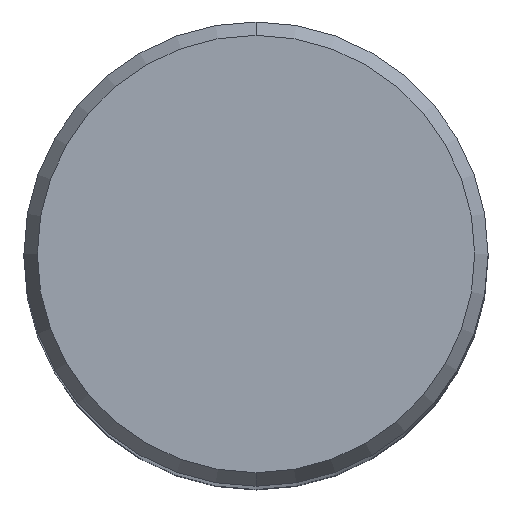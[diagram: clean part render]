
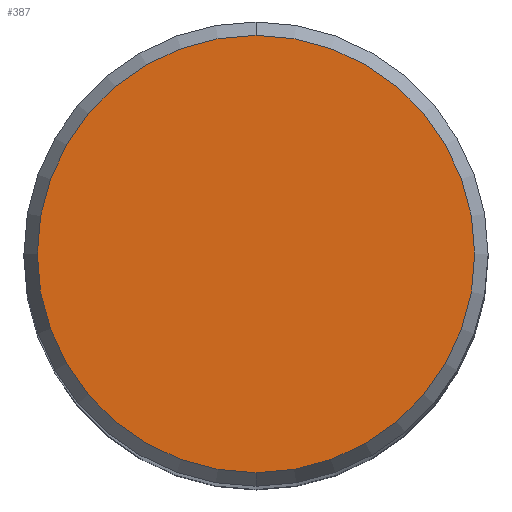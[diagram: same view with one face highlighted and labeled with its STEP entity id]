
A CAD part, top view. The second image highlights one B-rep face of the part: STEP entity #387.
In plain terms, the highlighted planar face has unit normal (0, 0, 1).
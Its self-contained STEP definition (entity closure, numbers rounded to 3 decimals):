
#247=VERTEX_POINT('',#522);
#277=VERTEX_POINT('',#557);
#283=EDGE_CURVE('',#277,#247,#563,.T.);
#291=EDGE_CURVE('',#247,#277,#572,.T.);
#387=ADVANCED_FACE('',(#676),#677,.T.);
#522=CARTESIAN_POINT('',(0.0,7.479,0.0));
#557=CARTESIAN_POINT('',(0.,-7.479,0.0));
#563=CIRCLE('',#985,7.479);
#572=CIRCLE('',#1024,7.479);
#676=FACE_OUTER_BOUND('',#1289,.T.);
#677=PLANE('',#1290);
#985=AXIS2_PLACEMENT_3D('',#1486,#1487,#1488);
#1024=AXIS2_PLACEMENT_3D('',#1498,#1499,#1500);
#1289=EDGE_LOOP('',(#1605,#1606));
#1290=AXIS2_PLACEMENT_3D('',#1607,#1608,#1609);
#1486=CARTESIAN_POINT('',(0.0,0.0,0.0));
#1487=DIRECTION('',(0.0,0.0,-1.0));
#1488=DIRECTION('',(0.0,1.0,0.0));
#1498=CARTESIAN_POINT('',(0.0,0.0,0.0));
#1499=DIRECTION('',(0.0,0.0,-1.0));
#1500=DIRECTION('',(0.0,1.0,0.0));
#1605=ORIENTED_EDGE('',*,*,#291,.F.);
#1606=ORIENTED_EDGE('',*,*,#283,.F.);
#1607=CARTESIAN_POINT('',(0.0,3.74,0.0));
#1608=DIRECTION('',(-0.0,0.0,1.0));
#1609=DIRECTION('',(0.0,-1.0,0.0));
